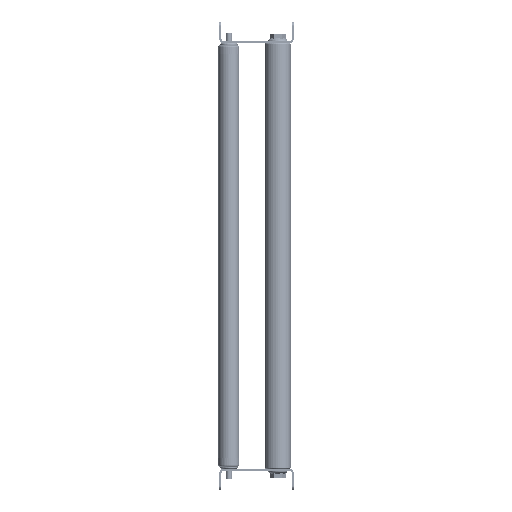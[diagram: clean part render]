
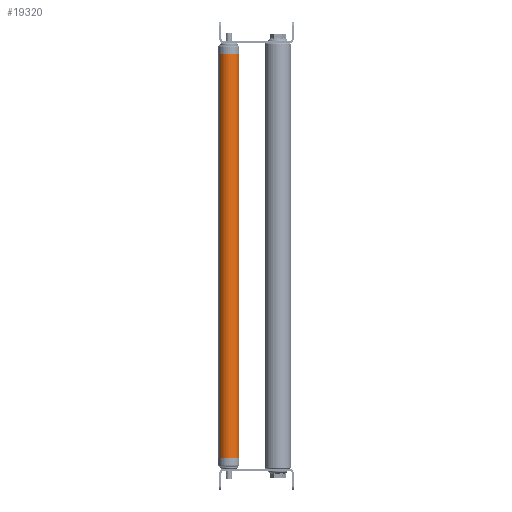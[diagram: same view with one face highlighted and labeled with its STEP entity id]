
A CAD part, left-side view. The second image highlights one B-rep face of the part: STEP entity #19320.
In plain terms, the highlighted cylindrical face has radius 10 mm (diameter 20 mm), a partial arc.
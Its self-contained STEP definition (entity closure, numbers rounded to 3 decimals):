
#999 = CARTESIAN_POINT ( 'NONE',  ( 0., 0., 0. ) ) ;
#1068 = CARTESIAN_POINT ( 'NONE',  ( 380., 0., -10. ) ) ;
#1755 = EDGE_CURVE ( 'NONE', #22791, #9062, #8968, .T. ) ;
#1827 = FACE_OUTER_BOUND ( 'NONE', #4136, .T. ) ;
#2145 = CARTESIAN_POINT ( 'NONE',  ( 380., 0., 0. ) ) ;
#2679 = ORIENTED_EDGE ( 'NONE', *, *, #7922, .F. ) ;
#4136 = EDGE_LOOP ( 'NONE', ( #6523, #18651, #10180, #2679 ) ) ;
#4879 = VERTEX_POINT ( 'NONE', #18451 ) ;
#6397 = DIRECTION ( 'NONE',  ( 1., 0., 0. ) ) ;
#6523 = ORIENTED_EDGE ( 'NONE', *, *, #1755, .F. ) ;
#7048 = DIRECTION ( 'NONE',  ( 0., 0., -1. ) ) ;
#7922 = EDGE_CURVE ( 'NONE', #9062, #26082, #14775, .T. ) ;
#8445 = CARTESIAN_POINT ( 'NONE',  ( 0., 0., 10. ) ) ;
#8752 = VECTOR ( 'NONE', #28674, 1000. ) ;
#8968 = CIRCLE ( 'NONE', #10525, 10. ) ;
#9062 = VERTEX_POINT ( 'NONE', #28515 ) ;
#9345 = DIRECTION ( 'NONE',  ( -1., 0., 0. ) ) ;
#10180 = ORIENTED_EDGE ( 'NONE', *, *, #31590, .T. ) ;
#10525 = AXIS2_PLACEMENT_3D ( 'NONE', #31761, #29121, #7048 ) ;
#10667 = EDGE_CURVE ( 'NONE', #22791, #4879, #26220, .T. ) ;
#12809 = AXIS2_PLACEMENT_3D ( 'NONE', #2145, #9345, #19497 ) ;
#12867 = AXIS2_PLACEMENT_3D ( 'NONE', #999, #6397, #21101 ) ;
#14775 = LINE ( 'NONE', #30578, #26932 ) ;
#16030 = CIRCLE ( 'NONE', #12867, 10. ) ;
#18451 = CARTESIAN_POINT ( 'NONE',  ( 0., 0., -10. ) ) ;
#18651 = ORIENTED_EDGE ( 'NONE', *, *, #10667, .T. ) ;
#19320 = ADVANCED_FACE ( 'NONE', ( #1827 ), #22094, .T. ) ;
#19497 = DIRECTION ( 'NONE',  ( 0., 0., 1. ) ) ;
#21101 = DIRECTION ( 'NONE',  ( 0., 0., -1. ) ) ;
#22094 = CYLINDRICAL_SURFACE ( 'NONE', #12809, 10. ) ;
#22791 = VERTEX_POINT ( 'NONE', #28337 ) ;
#25818 = DIRECTION ( 'NONE',  ( -1., 0., 0. ) ) ;
#26082 = VERTEX_POINT ( 'NONE', #8445 ) ;
#26220 = LINE ( 'NONE', #1068, #8752 ) ;
#26932 = VECTOR ( 'NONE', #25818, 1000. ) ;
#28337 = CARTESIAN_POINT ( 'NONE',  ( 380., 0., -10. ) ) ;
#28515 = CARTESIAN_POINT ( 'NONE',  ( 380., 0., 10. ) ) ;
#28674 = DIRECTION ( 'NONE',  ( -1., 0., 0. ) ) ;
#29121 = DIRECTION ( 'NONE',  ( 1., 0., 0. ) ) ;
#30578 = CARTESIAN_POINT ( 'NONE',  ( 380., 0., 10. ) ) ;
#31590 = EDGE_CURVE ( 'NONE', #4879, #26082, #16030, .T. ) ;
#31761 = CARTESIAN_POINT ( 'NONE',  ( 380., 0., 0. ) ) ;
